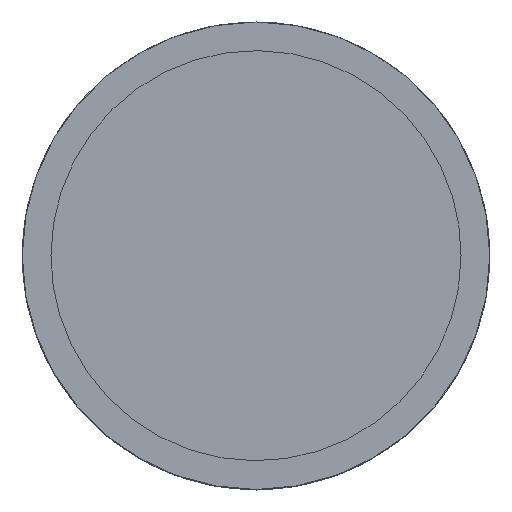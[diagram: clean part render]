
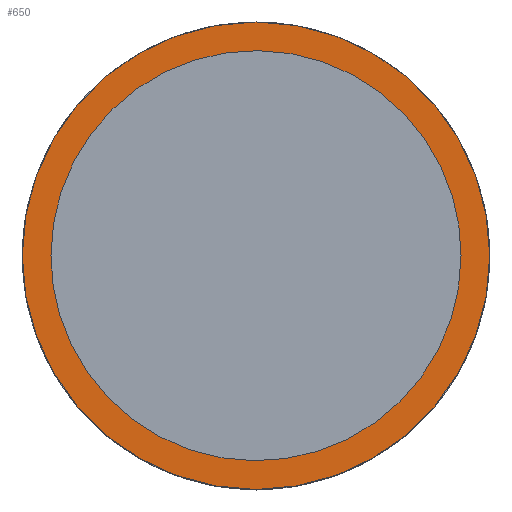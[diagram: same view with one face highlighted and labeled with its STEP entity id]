
A CAD part, top view. The second image highlights one B-rep face of the part: STEP entity #650.
In plain terms, the highlighted planar face has unit normal (0, 0, 1).
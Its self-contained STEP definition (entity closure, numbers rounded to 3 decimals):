
#570=CARTESIAN_POINT('',(-177.277,135.833,-163.749));
#571=VERTEX_POINT('',#570);
#580=CARTESIAN_POINT('',(-221.278,135.833,-163.749));
#581=VERTEX_POINT('',#580);
#582=CARTESIAN_POINT('',(-199.278,135.833,-163.749));
#583=DIRECTION('',(0.0,0.0,1.0));
#584=DIRECTION('',(1.0,0.0,0.0));
#585=AXIS2_PLACEMENT_3D('',#582,#583,#584);
#586=CIRCLE('',#585,22.);
#587=EDGE_CURVE('',#581,#571,#586,.T.);
#621=CARTESIAN_POINT('',(-199.278,135.833,-163.749));
#622=DIRECTION('',(0.0,0.0,1.0));
#623=DIRECTION('',(1.0,0.0,0.0));
#624=AXIS2_PLACEMENT_3D('',#621,#622,#623);
#625=CIRCLE('',#624,22.);
#626=EDGE_CURVE('',#571,#581,#625,.T.);
#641=CARTESIAN_POINT('',(-199.278,135.833,-163.749));
#642=DIRECTION('',(0.0,0.0,1.0));
#643=DIRECTION('',(1.0,0.0,0.0));
#644=AXIS2_PLACEMENT_3D('',#641,#642,#643);
#645=PLANE('',#644);
#646=ORIENTED_EDGE('',*,*,#626,.T.);
#647=ORIENTED_EDGE('',*,*,#587,.T.);
#648=EDGE_LOOP('',(#646,#647));
#649=FACE_OUTER_BOUND('',#648,.T.);
#650=ADVANCED_FACE('',(#649),#645,.T.);
